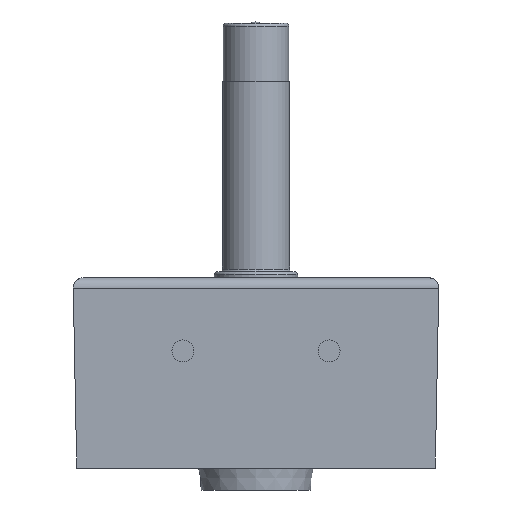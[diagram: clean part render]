
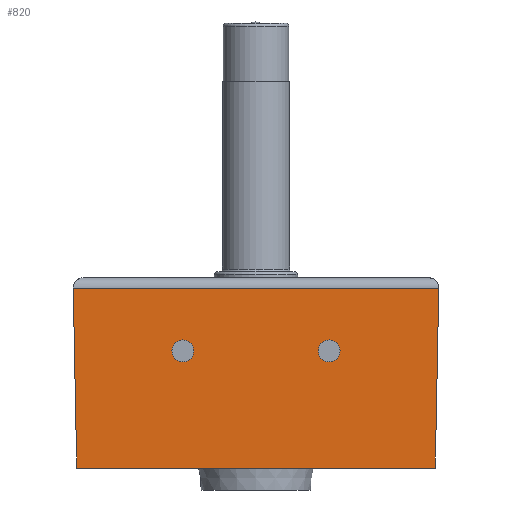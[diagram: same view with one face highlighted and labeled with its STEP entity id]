
A CAD part, left-side view. The second image highlights one B-rep face of the part: STEP entity #820.
In plain terms, the highlighted planar face has unit normal (-1, 0, 0).
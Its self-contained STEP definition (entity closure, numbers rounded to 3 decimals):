
#284=CARTESIAN_POINT('',(-41.716,-230.549,-7.));
#285=VERTEX_POINT('',#284);
#293=CARTESIAN_POINT('',(-41.716,-230.547,-7.135));
#294=VERTEX_POINT('',#293);
#295=CARTESIAN_POINT('',(-41.716,-223.549,-7.));
#296=DIRECTION('',(1.0,0.0,0.0));
#297=DIRECTION('',(0.0,-0.714,0.7));
#298=AXIS2_PLACEMENT_3D('',#295,#296,#297);
#299=CIRCLE('',#298,7.);
#300=EDGE_CURVE('',#285,#294,#299,.T.);
#327=CARTESIAN_POINT('',(-41.716,19.178,-7.135));
#328=VERTEX_POINT('',#327);
#335=CARTESIAN_POINT('',(-41.716,19.179,-7.));
#336=VERTEX_POINT('',#335);
#337=CARTESIAN_POINT('',(-41.716,12.179,-7.));
#338=DIRECTION('',(1.,0.0,0.0));
#339=DIRECTION('',(0.0,0.714,0.7));
#340=AXIS2_PLACEMENT_3D('',#337,#338,#339);
#341=CIRCLE('',#340,7.0);
#342=EDGE_CURVE('',#328,#336,#341,.T.);
#374=CARTESIAN_POINT('',(-41.716,19.179,-7.));
#375=DIRECTION('',(0.0,-1.0,0.0));
#376=VECTOR('',#375,249.728);
#377=LINE('',#374,#376);
#378=EDGE_CURVE('',#336,#285,#377,.T.);
#766=CARTESIAN_POINT('',(-41.716,-230.685,0.0));
#767=DIRECTION('',(-1.0,0.0,0.0));
#768=DIRECTION('',(0.0,0.0,1.0));
#769=AXIS2_PLACEMENT_3D('',#766,#767,#768);
#770=PLANE('',#769);
#771=ORIENTED_EDGE('',*,*,#300,.F.);
#772=ORIENTED_EDGE('',*,*,#378,.F.);
#773=ORIENTED_EDGE('',*,*,#342,.F.);
#774=CARTESIAN_POINT('',(-41.716,16.815,-130.0));
#775=VERTEX_POINT('',#774);
#776=CARTESIAN_POINT('',(-41.716,19.178,-7.135));
#777=DIRECTION('',(0.,-0.019,-1.));
#778=VECTOR('',#777,122.888);
#779=LINE('',#776,#778);
#780=EDGE_CURVE('',#328,#775,#779,.T.);
#781=ORIENTED_EDGE('',*,*,#780,.T.);
#782=CARTESIAN_POINT('',(-41.716,-228.185,-130.0));
#783=VERTEX_POINT('',#782);
#784=CARTESIAN_POINT('',(-41.716,16.815,-130.0));
#785=DIRECTION('',(0.0,-1.0,0.0));
#786=VECTOR('',#785,245.);
#787=LINE('',#784,#786);
#788=EDGE_CURVE('',#775,#783,#787,.T.);
#789=ORIENTED_EDGE('',*,*,#788,.T.);
#790=CARTESIAN_POINT('',(-41.716,-230.547,-7.135));
#791=DIRECTION('',(0.,0.019,-1.));
#792=VECTOR('',#791,122.888);
#793=LINE('',#790,#792);
#794=EDGE_CURVE('',#294,#783,#793,.T.);
#795=ORIENTED_EDGE('',*,*,#794,.F.);
#796=EDGE_LOOP('',(#771,#772,#773,#781,#789,#795));
#797=FACE_OUTER_BOUND('',#796,.T.);
#798=CARTESIAN_POINT('',(-41.716,-55.685,-42.5));
#799=VERTEX_POINT('',#798);
#800=CARTESIAN_POINT('',(-41.716,-55.685,-50.0));
#801=DIRECTION('',(1.0,0.0,0.0));
#802=DIRECTION('',(0.0,0.0,-1.0));
#803=AXIS2_PLACEMENT_3D('',#800,#801,#802);
#804=CIRCLE('',#803,7.5);
#805=EDGE_CURVE('',#799,#799,#804,.T.);
#806=ORIENTED_EDGE('',*,*,#805,.T.);
#807=EDGE_LOOP('',(#806));
#808=FACE_BOUND('',#807,.T.);
#809=CARTESIAN_POINT('',(-41.716,-155.685,-42.5));
#810=VERTEX_POINT('',#809);
#811=CARTESIAN_POINT('',(-41.716,-155.685,-50.0));
#812=DIRECTION('',(1.0,0.0,0.0));
#813=DIRECTION('',(0.0,0.0,-1.0));
#814=AXIS2_PLACEMENT_3D('',#811,#812,#813);
#815=CIRCLE('',#814,7.5);
#816=EDGE_CURVE('',#810,#810,#815,.T.);
#817=ORIENTED_EDGE('',*,*,#816,.T.);
#818=EDGE_LOOP('',(#817));
#819=FACE_BOUND('',#818,.T.);
#820=ADVANCED_FACE('',(#797,#808,#819),#770,.T.);
